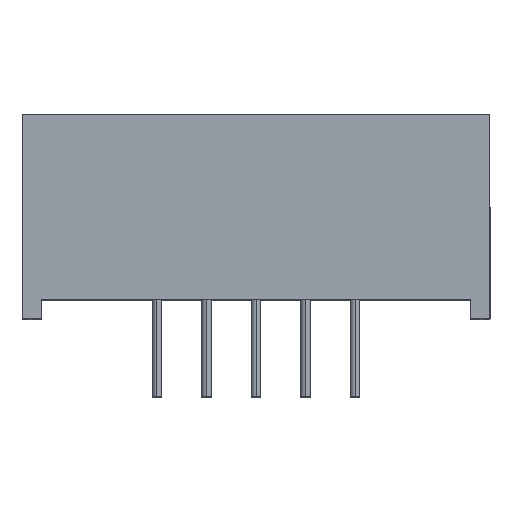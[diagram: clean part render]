
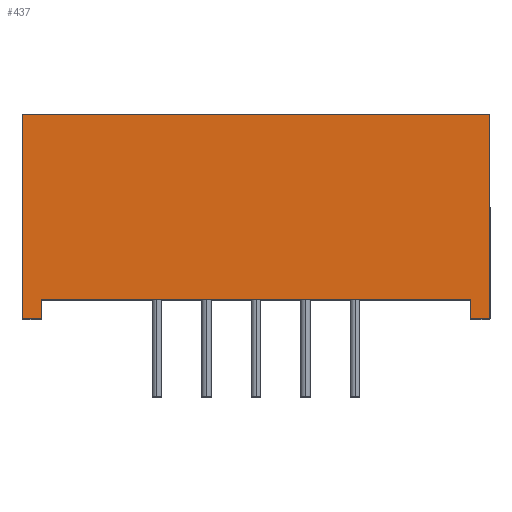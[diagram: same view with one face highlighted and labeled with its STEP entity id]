
A CAD part, top view. The second image highlights one B-rep face of the part: STEP entity #437.
In plain terms, the highlighted planar face has unit normal (0, 0, 1).
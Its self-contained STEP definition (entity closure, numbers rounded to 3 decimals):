
#437 = ADVANCED_FACE ( 'NONE', ( #8993 ), #7515, .T. ) ;
#473 = VECTOR ( 'NONE', #10647, 1000. ) ;
#512 = VECTOR ( 'NONE', #10700, 1000. ) ;
#577 = VECTOR ( 'NONE', #10805, 1000. ) ;
#600 = VECTOR ( 'NONE', #10874, 1000. ) ;
#1557 = VERTEX_POINT ( 'NONE', #14260 ) ;
#2323 = ORIENTED_EDGE ( 'NONE', *, *, #15532, .F. ) ;
#2324 = ORIENTED_EDGE ( 'NONE', *, *, #12408, .F. ) ;
#2325 = ORIENTED_EDGE ( 'NONE', *, *, #15523, .T. ) ;
#2326 = ORIENTED_EDGE ( 'NONE', *, *, #12358, .T. ) ;
#2327 = ORIENTED_EDGE ( 'NONE', *, *, #15424, .T. ) ;
#2328 = ORIENTED_EDGE ( 'NONE', *, *, #12373, .T. ) ;
#2329 = ORIENTED_EDGE ( 'NONE', *, *, #12431, .T. ) ;
#2330 = ORIENTED_EDGE ( 'NONE', *, *, #15534, .T. ) ;
#2538 = VERTEX_POINT ( 'NONE', #14271 ) ;
#2539 = VERTEX_POINT ( 'NONE', #14272 ) ;
#2559 = VERTEX_POINT ( 'NONE', #14292 ) ;
#3081 = EDGE_LOOP ( 'NONE', ( #2329, #2328, #2327, #2330, #2326, #2325, #2324, #2323 ) ) ;
#6975 = LINE ( 'NONE', #6976, #8755 ) ;
#6976 = CARTESIAN_POINT ( 'NONE',  ( 0., -9.5, 17. ) ) ;
#6977 = DIRECTION ( 'NONE',  ( 1., 0., 0. ) ) ;
#7291 = LINE ( 'NONE', #7292, #8599 ) ;
#7292 = CARTESIAN_POINT ( 'NONE',  ( 12., -10.5, 17. ) ) ;
#7293 = DIRECTION ( 'NONE',  ( 0., 1., 0. ) ) ;
#7318 = LINE ( 'NONE', #7319, #8608 ) ;
#7319 = CARTESIAN_POINT ( 'NONE',  ( -12., -10.5, 17. ) ) ;
#7320 = DIRECTION ( 'NONE',  ( 0., 1., 0. ) ) ;
#7324 = LINE ( 'NONE', #7325, #8610 ) ;
#7325 = CARTESIAN_POINT ( 'NONE',  ( 11., -25.767, 17. ) ) ;
#7326 = DIRECTION ( 'NONE',  ( 0., -1., 0. ) ) ;
#7515 = PLANE ( 'NONE',  #8999 ) ;
#7516 = CARTESIAN_POINT ( 'NONE',  ( -32.512, -10.5, 17. ) ) ;
#7517 = DIRECTION ( 'NONE',  ( 0., 0., 1. ) ) ;
#7518 = DIRECTION ( 'NONE',  ( 1., 0., 0. ) ) ;
#8599 = VECTOR ( 'NONE', #7293, 1000. ) ;
#8608 = VECTOR ( 'NONE', #7320, 1000. ) ;
#8610 = VECTOR ( 'NONE', #7326, 1000. ) ;
#8755 = VECTOR ( 'NONE', #6977, 1000. ) ;
#8993 = FACE_OUTER_BOUND ( 'NONE', #3081, .T. ) ;
#8999 = AXIS2_PLACEMENT_3D ( 'NONE', #7516, #7517, #7518 ) ;
#10645 = LINE ( 'NONE', #10646, #473 ) ;
#10646 = CARTESIAN_POINT ( 'NONE',  ( -32.512, -10.5, 17. ) ) ;
#10647 = DIRECTION ( 'NONE',  ( 1., 0., 0. ) ) ;
#10698 = LINE ( 'NONE', #10699, #512 ) ;
#10699 = CARTESIAN_POINT ( 'NONE',  ( -11., -25.767, 17. ) ) ;
#10700 = DIRECTION ( 'NONE',  ( 0., 1., 0. ) ) ;
#10803 = LINE ( 'NONE', #10804, #577 ) ;
#10804 = CARTESIAN_POINT ( 'NONE',  ( -32.512, 0., 17. ) ) ;
#10805 = DIRECTION ( 'NONE',  ( 1., 0., 0. ) ) ;
#10872 = LINE ( 'NONE', #10873, #600 ) ;
#10873 = CARTESIAN_POINT ( 'NONE',  ( -32.512, -10.5, 17. ) ) ;
#10874 = DIRECTION ( 'NONE',  ( 1., 0., 0. ) ) ;
#11424 = CARTESIAN_POINT ( 'NONE',  ( 11., -10.5, 17. ) ) ;
#11457 = CARTESIAN_POINT ( 'NONE',  ( 12., -10.5, 17. ) ) ;
#11587 = CARTESIAN_POINT ( 'NONE',  ( 11., -9.5, 17. ) ) ;
#11588 = CARTESIAN_POINT ( 'NONE',  ( -11., -9.5, 17. ) ) ;
#12358 = EDGE_CURVE ( 'NONE', #13234, #13268, #10645, .T. ) ;
#12373 = EDGE_CURVE ( 'NONE', #1557, #13621, #10698, .T. ) ;
#12408 = EDGE_CURVE ( 'NONE', #2538, #2539, #10803, .T. ) ;
#12431 = EDGE_CURVE ( 'NONE', #2559, #1557, #10872, .T. ) ;
#13234 = VERTEX_POINT ( 'NONE', #11424 ) ;
#13268 = VERTEX_POINT ( 'NONE', #11457 ) ;
#13620 = VERTEX_POINT ( 'NONE', #11587 ) ;
#13621 = VERTEX_POINT ( 'NONE', #11588 ) ;
#14260 = CARTESIAN_POINT ( 'NONE',  ( -11., -10.5, 17. ) ) ;
#14271 = CARTESIAN_POINT ( 'NONE',  ( -12., 0., 17. ) ) ;
#14272 = CARTESIAN_POINT ( 'NONE',  ( 12., 0., 17. ) ) ;
#14292 = CARTESIAN_POINT ( 'NONE',  ( -12., -10.5, 17. ) ) ;
#15424 = EDGE_CURVE ( 'NONE', #13621, #13620, #6975, .T. ) ;
#15523 = EDGE_CURVE ( 'NONE', #13268, #2539, #7291, .T. ) ;
#15532 = EDGE_CURVE ( 'NONE', #2559, #2538, #7318, .T. ) ;
#15534 = EDGE_CURVE ( 'NONE', #13620, #13234, #7324, .T. ) ;
